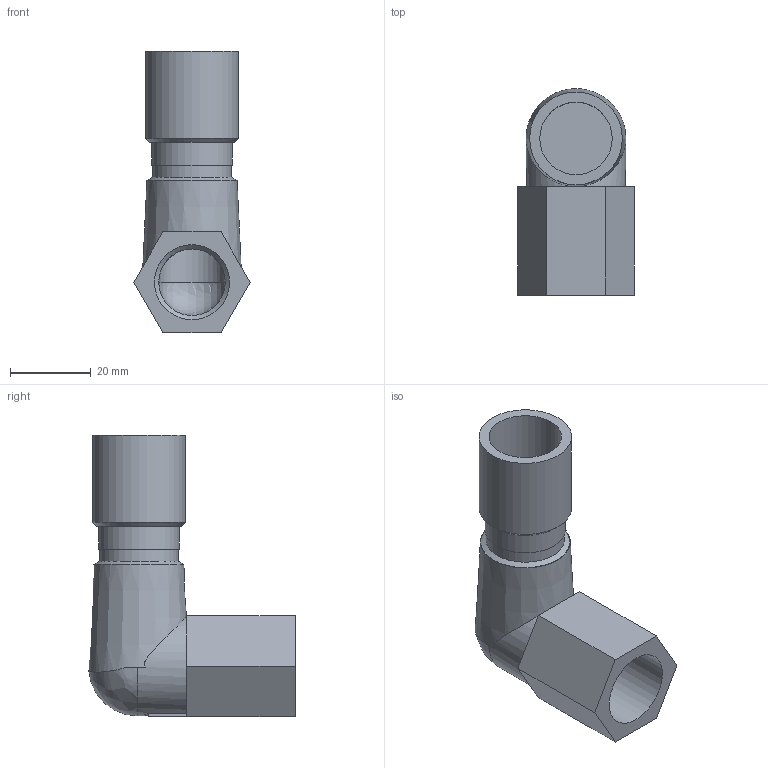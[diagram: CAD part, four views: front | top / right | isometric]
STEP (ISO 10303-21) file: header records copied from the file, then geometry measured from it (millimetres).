
FILE_DESCRIPTION( ( 'Unknown' ), '1' );
FILE_NAME( 'F7R1-2DN18.stp', 'Unknown', ( 'Unknown' ), ( 'Unknown' ), 'PSStep 14.0', 'Unknown', ' ' );
FILE_SCHEMA( ( 'AUTOMOTIVE_DESIGN { 1 0 10303 214 1 1 1 1 }' ) );
Length unit declared in the file: millimetre
Products named in the file (1): 1
Bounding box: 28.87 x 51.25 x 69.78 mm (x, y, z)
Volume: 22578.7 mm3; surface area: 13108.2 mm2
Topology: 1 solids, 1 shells, 43 faces, 101 edges, 63 vertices
Faces by surface type: plane 26, cylinder 11, cone 4, sphere 1, bspline 1
Full cylindrical faces by diameter (mm): 16.5 x2, 18 x1, 18.631 x2, 19.5 x1, 20 x1, 23 x1, 24.6 x1
Entity records: 1615 total; most frequent: CARTESIAN_POINT 342, DIRECTION 200, ORIENTED_EDGE 162, EDGE_CURVE 81, AXIS2_PLACEMENT_3D 80, EDGE_LOOP 61, VERTEX_POINT 58, FACE_OUTER_BOUND 52
